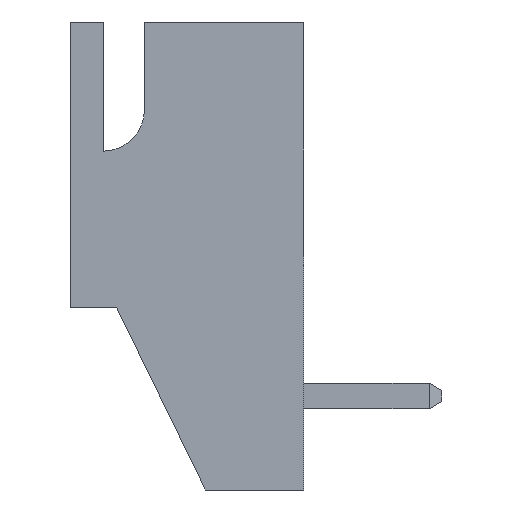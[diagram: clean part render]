
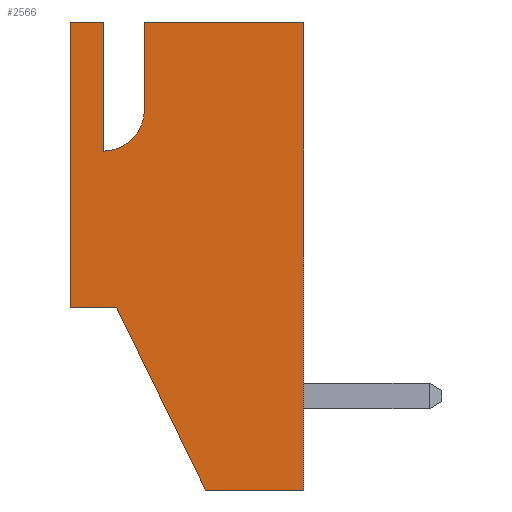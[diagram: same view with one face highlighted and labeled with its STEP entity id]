
A CAD part, left-side view. The second image highlights one B-rep face of the part: STEP entity #2566.
In plain terms, the highlighted planar face has unit normal (-1, 0, 0).
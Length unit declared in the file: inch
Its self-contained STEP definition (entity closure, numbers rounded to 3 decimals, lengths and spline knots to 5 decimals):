
#3 = CARTESIAN_POINT ( 'NONE',  ( -0.244, 0.081, 0.191 ) ) ;
#163 = VERTEX_POINT ( 'NONE', #2510 ) ;
#237 = CARTESIAN_POINT ( 'NONE',  ( -0.244, 0.041, 0.276 ) ) ;
#269 = VECTOR ( 'NONE', #2289, 39.37008 ) ;
#283 = EDGE_LOOP ( 'NONE', ( #3512, #5152, #1780, #730, #2286, #5175, #3039, #3536, #1142, #2575 ) ) ;
#386 = CARTESIAN_POINT ( 'NONE',  ( -0.244, 0.113, 0. ) ) ;
#415 = DIRECTION ( 'NONE',  ( 0., 1., 0. ) ) ;
#634 = VERTEX_POINT ( 'NONE', #1778 ) ;
#659 = CARTESIAN_POINT ( 'NONE',  ( -0.244, -0.018, -0.177 ) ) ;
#672 = VERTEX_POINT ( 'NONE', #4309 ) ;
#705 = LINE ( 'NONE', #3954, #5225 ) ;
#730 = ORIENTED_EDGE ( 'NONE', *, *, #4036, .T. ) ;
#737 = DIRECTION ( 'NONE',  ( 0., 0., -1. ) ) ;
#825 = CARTESIAN_POINT ( 'NONE',  ( -0.244, -0.113, 0.276 ) ) ;
#857 = VECTOR ( 'NONE', #3060, 39.37008 ) ;
#886 = EDGE_CURVE ( 'NONE', #2504, #2036, #4419, .T. ) ;
#940 = LINE ( 'NONE', #825, #2404 ) ;
#1049 = EDGE_CURVE ( 'NONE', #2172, #634, #705, .T. ) ;
#1094 = DIRECTION ( 'NONE',  ( 0., 0., 1. ) ) ;
#1142 = ORIENTED_EDGE ( 'NONE', *, *, #3738, .F. ) ;
#1321 = EDGE_CURVE ( 'NONE', #634, #2989, #5131, .T. ) ;
#1588 = LINE ( 'NONE', #386, #5012 ) ;
#1674 = VERTEX_POINT ( 'NONE', #5053 ) ;
#1760 = DIRECTION ( 'NONE',  ( 0., 0., -1. ) ) ;
#1778 = CARTESIAN_POINT ( 'NONE',  ( -0.244, 0.081, 0.276 ) ) ;
#1780 = ORIENTED_EDGE ( 'NONE', *, *, #1049, .F. ) ;
#1883 = VECTOR ( 'NONE', #5154, 39.37008 ) ;
#1956 = EDGE_CURVE ( 'NONE', #163, #672, #3700, .T. ) ;
#2036 = VERTEX_POINT ( 'NONE', #659 ) ;
#2156 = VERTEX_POINT ( 'NONE', #3420 ) ;
#2158 = CIRCLE ( 'NONE', #2511, 0.04 ) ;
#2172 = VERTEX_POINT ( 'NONE', #2186 ) ;
#2186 = CARTESIAN_POINT ( 'NONE',  ( -0.244, 0.113, 0.276 ) ) ;
#2210 = CARTESIAN_POINT ( 'NONE',  ( -0.244, 0.081, 0.151 ) ) ;
#2286 = ORIENTED_EDGE ( 'NONE', *, *, #5140, .T. ) ;
#2289 = DIRECTION ( 'NONE',  ( 0., -0.437, -0.899 ) ) ;
#2397 = AXIS2_PLACEMENT_3D ( 'NONE', #4262, #4755, #2580 ) ;
#2404 = VECTOR ( 'NONE', #1760, 39.37008 ) ;
#2504 = VERTEX_POINT ( 'NONE', #4539 ) ;
#2510 = CARTESIAN_POINT ( 'NONE',  ( -0.244, 0.041, 0.191 ) ) ;
#2511 = AXIS2_PLACEMENT_3D ( 'NONE', #3, #4184, #415 ) ;
#2566 = ADVANCED_FACE ( 'NONE', ( #4635 ), #3020, .F. ) ;
#2575 = ORIENTED_EDGE ( 'NONE', *, *, #1956, .F. ) ;
#2580 = DIRECTION ( 'NONE',  ( 0., 1., 0. ) ) ;
#2670 = LINE ( 'NONE', #3008, #857 ) ;
#2989 = VERTEX_POINT ( 'NONE', #2210 ) ;
#3008 = CARTESIAN_POINT ( 'NONE',  ( -0.244, -0.018, -0.177 ) ) ;
#3020 = PLANE ( 'NONE',  #2397 ) ;
#3039 = ORIENTED_EDGE ( 'NONE', *, *, #4966, .T. ) ;
#3060 = DIRECTION ( 'NONE',  ( 0., -1., 0. ) ) ;
#3138 = CARTESIAN_POINT ( 'NONE',  ( -0.244, 0.113, 0.276 ) ) ;
#3160 = EDGE_CURVE ( 'NONE', #2156, #1674, #940, .T. ) ;
#3187 = EDGE_CURVE ( 'NONE', #2989, #163, #2158, .T. ) ;
#3280 = VECTOR ( 'NONE', #1094, 39.37008 ) ;
#3420 = CARTESIAN_POINT ( 'NONE',  ( -0.244, -0.113, 0.276 ) ) ;
#3512 = ORIENTED_EDGE ( 'NONE', *, *, #3187, .F. ) ;
#3536 = ORIENTED_EDGE ( 'NONE', *, *, #3160, .F. ) ;
#3677 = CARTESIAN_POINT ( 'NONE',  ( -0.244, 0.113, 0.276 ) ) ;
#3700 = LINE ( 'NONE', #237, #3280 ) ;
#3738 = EDGE_CURVE ( 'NONE', #672, #2156, #4869, .T. ) ;
#3746 = VECTOR ( 'NONE', #4896, 39.37008 ) ;
#3892 = CARTESIAN_POINT ( 'NONE',  ( -0.244, 0.081, 0.151 ) ) ;
#3954 = CARTESIAN_POINT ( 'NONE',  ( -0.244, 0.113, 0.276 ) ) ;
#4036 = EDGE_CURVE ( 'NONE', #2172, #4518, #4456, .T. ) ;
#4184 = DIRECTION ( 'NONE',  ( -1., 0., 0. ) ) ;
#4262 = CARTESIAN_POINT ( 'NONE',  ( -0.244, 0.113, 0.276 ) ) ;
#4309 = CARTESIAN_POINT ( 'NONE',  ( -0.244, 0.041, 0.276 ) ) ;
#4419 = LINE ( 'NONE', #4794, #269 ) ;
#4456 = LINE ( 'NONE', #3677, #4656 ) ;
#4486 = CARTESIAN_POINT ( 'NONE',  ( -0.244, 0.113, 0. ) ) ;
#4517 = DIRECTION ( 'NONE',  ( 0., -1., 0. ) ) ;
#4518 = VERTEX_POINT ( 'NONE', #4486 ) ;
#4539 = CARTESIAN_POINT ( 'NONE',  ( -0.244, 0.068, 0. ) ) ;
#4635 = FACE_OUTER_BOUND ( 'NONE', #283, .T. ) ;
#4656 = VECTOR ( 'NONE', #737, 39.37008 ) ;
#4755 = DIRECTION ( 'NONE',  ( 1., 0., 0. ) ) ;
#4794 = CARTESIAN_POINT ( 'NONE',  ( -0.244, 0.068, 0. ) ) ;
#4833 = DIRECTION ( 'NONE',  ( 0., -1., 0. ) ) ;
#4869 = LINE ( 'NONE', #3138, #3746 ) ;
#4896 = DIRECTION ( 'NONE',  ( 0., -1., 0. ) ) ;
#4966 = EDGE_CURVE ( 'NONE', #2036, #1674, #2670, .T. ) ;
#5012 = VECTOR ( 'NONE', #4517, 39.37008 ) ;
#5053 = CARTESIAN_POINT ( 'NONE',  ( -0.244, -0.113, -0.177 ) ) ;
#5131 = LINE ( 'NONE', #3892, #1883 ) ;
#5140 = EDGE_CURVE ( 'NONE', #4518, #2504, #1588, .T. ) ;
#5152 = ORIENTED_EDGE ( 'NONE', *, *, #1321, .F. ) ;
#5154 = DIRECTION ( 'NONE',  ( 0., 0., -1. ) ) ;
#5175 = ORIENTED_EDGE ( 'NONE', *, *, #886, .T. ) ;
#5225 = VECTOR ( 'NONE', #4833, 39.37008 ) ;
